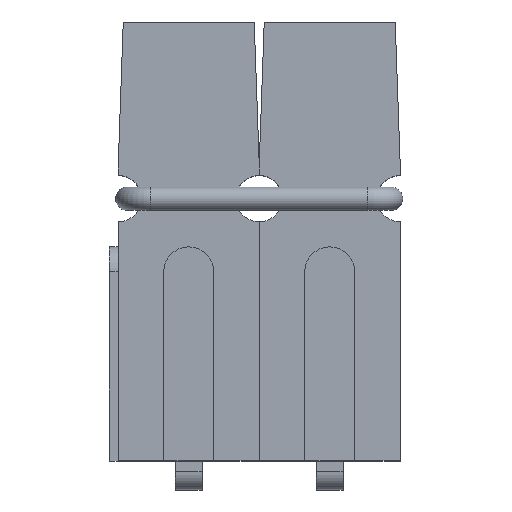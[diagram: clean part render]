
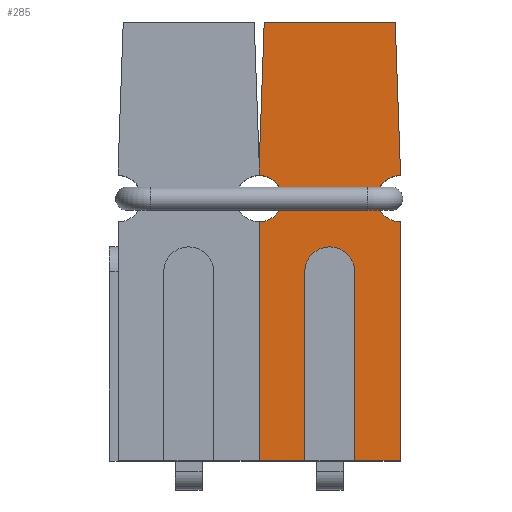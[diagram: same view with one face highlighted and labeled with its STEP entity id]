
A CAD part, top view. The second image highlights one B-rep face of the part: STEP entity #285.
In plain terms, the highlighted planar face has unit normal (0, 0, 1).
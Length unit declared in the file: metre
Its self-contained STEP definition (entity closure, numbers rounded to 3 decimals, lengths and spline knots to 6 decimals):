
#285 = ADVANCED_FACE( '', ( #597 ), #598, .T. );
#597 = FACE_OUTER_BOUND( '', #974, .T. );
#598 = PLANE( '', #975 );
#974 = EDGE_LOOP( '', ( #1496, #1497, #1498, #1499, #1500, #1501, #1502, #1503, #1504, #1505, #1506, #1507, #1508, #1509 ) );
#975 = AXIS2_PLACEMENT_3D( '', #1510, #1511, #1512 );
#1496 = ORIENTED_EDGE( '', *, *, #2509, .T. );
#1497 = ORIENTED_EDGE( '', *, *, #2510, .T. );
#1498 = ORIENTED_EDGE( '', *, *, #2487, .T. );
#1499 = ORIENTED_EDGE( '', *, *, #2511, .F. );
#1500 = ORIENTED_EDGE( '', *, *, #2512, .T. );
#1501 = ORIENTED_EDGE( '', *, *, #2513, .F. );
#1502 = ORIENTED_EDGE( '', *, *, #2514, .F. );
#1503 = ORIENTED_EDGE( '', *, *, #2383, .T. );
#1504 = ORIENTED_EDGE( '', *, *, #2515, .T. );
#1505 = ORIENTED_EDGE( '', *, *, #2516, .F. );
#1506 = ORIENTED_EDGE( '', *, *, #2517, .F. );
#1507 = ORIENTED_EDGE( '', *, *, #2518, .F. );
#1508 = ORIENTED_EDGE( '', *, *, #2372, .F. );
#1509 = ORIENTED_EDGE( '', *, *, #2421, .T. );
#1510 = CARTESIAN_POINT( '', ( 0.017675, 0.0246, 0.00395 ) );
#1511 = DIRECTION( '', ( 0., 0., 1. ) );
#1512 = DIRECTION( '', ( 1., 0., 0. ) );
#2372 = EDGE_CURVE( '', #2812, #2814, #2815, .T. );
#2383 = EDGE_CURVE( '', #2834, #2832, #2835, .F. );
#2421 = EDGE_CURVE( '', #2812, #2899, #2901, .T. );
#2487 = EDGE_CURVE( '', #3011, #3012, #3013, .T. );
#2509 = EDGE_CURVE( '', #2899, #3048, #3049, .T. );
#2510 = EDGE_CURVE( '', #3048, #3011, #3050, .F. );
#2511 = EDGE_CURVE( '', #3051, #3012, #3052, .T. );
#2512 = EDGE_CURVE( '', #3051, #3053, #3054, .T. );
#2513 = EDGE_CURVE( '', #3055, #3053, #3056, .T. );
#2514 = EDGE_CURVE( '', #2834, #3055, #3057, .T. );
#2515 = EDGE_CURVE( '', #2832, #3058, #3059, .T. );
#2516 = EDGE_CURVE( '', #3060, #3058, #3061, .T. );
#2517 = EDGE_CURVE( '', #3062, #3060, #3063, .T. );
#2518 = EDGE_CURVE( '', #2814, #3062, #3064, .T. );
#2812 = VERTEX_POINT( '', #3464 );
#2814 = VERTEX_POINT( '', #3467 );
#2815 = LINE( '', #3468, #3469 );
#2832 = VERTEX_POINT( '', #3492 );
#2834 = VERTEX_POINT( '', #3495 );
#2835 = CIRCLE( '', #3496, 0.0014 );
#2899 = VERTEX_POINT( '', #3586 );
#2901 = LINE( '', #3589, #3590 );
#3011 = VERTEX_POINT( '', #3743 );
#3012 = VERTEX_POINT( '', #3744 );
#3013 = LINE( '', #3745, #3746 );
#3048 = VERTEX_POINT( '', #3797 );
#3049 = LINE( '', #3798, #3799 );
#3050 = LINE( '', #3800, #3801 );
#3051 = VERTEX_POINT( '', #3802 );
#3052 = CIRCLE( '', #3803, 0.0013 );
#3053 = VERTEX_POINT( '', #3804 );
#3054 = LINE( '', #3805, #3806 );
#3055 = VERTEX_POINT( '', #3807 );
#3056 = LINE( '', #3808, #3809 );
#3057 = LINE( '', #3810, #3811 );
#3058 = VERTEX_POINT( '', #3812 );
#3059 = LINE( '', #3813, #3814 );
#3060 = VERTEX_POINT( '', #3815 );
#3061 = LINE( '', #3816, #3817 );
#3062 = VERTEX_POINT( '', #3818 );
#3063 = LINE( '', #3819, #3820 );
#3064 = CIRCLE( '', #3821, 0.0013 );
#3464 = CARTESIAN_POINT( '', ( 0.01895, 0.0166, 0.00395 ) );
#3467 = CARTESIAN_POINT( '', ( 0.01895, 0.016, 0.00395 ) );
#3468 = CARTESIAN_POINT( '', ( 0.01895, 0.0246, 0.00395 ) );
#3469 = VECTOR( '', #4380, 1. );
#3492 = CARTESIAN_POINT( '', ( 0.0164, 0.0106, 0.00395 ) );
#3495 = CARTESIAN_POINT( '', ( 0.0136, 0.0106, 0.00395 ) );
#3496 = AXIS2_PLACEMENT_3D( '', #4391, #4392, #4393 );
#3586 = CARTESIAN_POINT( '', ( 0.018671, 0.0246, 0.00395 ) );
#3589 = CARTESIAN_POINT( '', ( 0.018669, 0.024635, 0.00395 ) );
#3590 = VECTOR( '', #4433, 1. );
#3743 = CARTESIAN_POINT( '', ( 0.01105, 0.0166, 0.00395 ) );
#3744 = CARTESIAN_POINT( '', ( 0.01105, 0.016, 0.00395 ) );
#3745 = CARTESIAN_POINT( '', ( 0.01105, 0.0246, 0.00395 ) );
#3746 = VECTOR( '', #4501, 1. );
#3797 = CARTESIAN_POINT( '', ( 0.011329, 0.0246, 0.00395 ) );
#3798 = CARTESIAN_POINT( '', ( 0.017675, 0.0246, 0.00395 ) );
#3799 = VECTOR( '', #4521, 1. );
#3800 = CARTESIAN_POINT( '', ( 0.011337, 0.024821, 0.00395 ) );
#3801 = VECTOR( '', #4522, 1. );
#3802 = CARTESIAN_POINT( '', ( 0.01105, 0.0134, 0.00395 ) );
#3803 = AXIS2_PLACEMENT_3D( '', #4523, #4524, #4525 );
#3804 = CARTESIAN_POINT( '', ( 0.01105, 0., 0.00395 ) );
#3805 = CARTESIAN_POINT( '', ( 0.01105, 0.0246, 0.00395 ) );
#3806 = VECTOR( '', #4526, 1. );
#3807 = CARTESIAN_POINT( '', ( 0.0136, 0., 0.00395 ) );
#3808 = CARTESIAN_POINT( '', ( 0.017675, 0., 0.00395 ) );
#3809 = VECTOR( '', #4527, 1. );
#3810 = CARTESIAN_POINT( '', ( 0.0136, 0.012, 0.00395 ) );
#3811 = VECTOR( '', #4528, 1. );
#3812 = CARTESIAN_POINT( '', ( 0.0164, 0., 0.00395 ) );
#3813 = CARTESIAN_POINT( '', ( 0.0164, 0.012, 0.00395 ) );
#3814 = VECTOR( '', #4529, 1. );
#3815 = CARTESIAN_POINT( '', ( 0.01895, 0., 0.00395 ) );
#3816 = CARTESIAN_POINT( '', ( 0.017675, 0., 0.00395 ) );
#3817 = VECTOR( '', #4530, 1. );
#3818 = CARTESIAN_POINT( '', ( 0.01895, 0.0134, 0.00395 ) );
#3819 = CARTESIAN_POINT( '', ( 0.01895, 0.0246, 0.00395 ) );
#3820 = VECTOR( '', #4531, 1. );
#3821 = AXIS2_PLACEMENT_3D( '', #4532, #4533, #4534 );
#4380 = DIRECTION( '', ( 0., -1., 0. ) );
#4391 = CARTESIAN_POINT( '', ( 0.015, 0.0106, 0.00395 ) );
#4392 = DIRECTION( '', ( 0., 0., 1. ) );
#4393 = DIRECTION( '', ( 1., 0., 0. ) );
#4433 = DIRECTION( '', ( -0.035, 0.999, 0. ) );
#4501 = DIRECTION( '', ( 0., -1., 0. ) );
#4521 = DIRECTION( '', ( -1., 0., 0. ) );
#4522 = DIRECTION( '', ( 0.035, 0.999, 0. ) );
#4523 = CARTESIAN_POINT( '', ( 0.01105, 0.0147, 0.00395 ) );
#4524 = DIRECTION( '', ( 0., 0., 1. ) );
#4525 = DIRECTION( '', ( 1., 0., 0. ) );
#4526 = DIRECTION( '', ( 0., -1., 0. ) );
#4527 = DIRECTION( '', ( -1., 0., 0. ) );
#4528 = DIRECTION( '', ( 0., -1., 0. ) );
#4529 = DIRECTION( '', ( 0., -1., 0. ) );
#4530 = DIRECTION( '', ( -1., 0., 0. ) );
#4531 = DIRECTION( '', ( 0., -1., 0. ) );
#4532 = CARTESIAN_POINT( '', ( 0.01895, 0.0147, 0.00395 ) );
#4533 = DIRECTION( '', ( 0., 0., 1. ) );
#4534 = DIRECTION( '', ( 1., 0., 0. ) );
